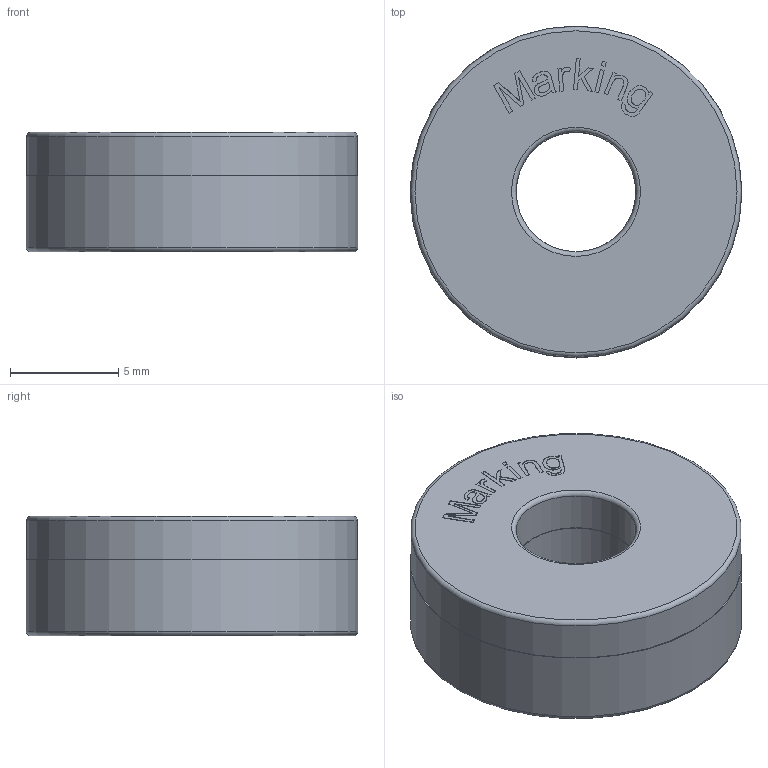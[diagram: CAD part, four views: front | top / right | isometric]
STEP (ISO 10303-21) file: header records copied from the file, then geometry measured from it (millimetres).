
FILE_DESCRIPTION( ( 'Unknown' ), '1' );
FILE_NAME( '78206x051055.stp', 'Unknown', ( 'Unknown' ), ( 'Unknown' ), 'PSStep 21.0.46', 'Unknown', ' ' );
FILE_SCHEMA( ( 'AUTOMOTIVE_DESIGN { 1 0 10303 214 1 1 1 1 }' ) );
Length unit declared in the file: millimetre
Products named in the file (4): Assem1; base_5,5x15,3x5,5; core_5,5x15,3x05; cover_5,5x15,3
Assembly tree (3 placements, depth 2):
  Assem1
    base_5,5x15,3x5,5
    core_5,5x15,3x05
    cover_5,5x15,3
Bounding box: 15.3 x 15.3 x 5.5 mm (x, y, z)
Volume: 746.7 mm3; surface area: 1739.5 mm2
Topology: 3 solids, 3 shells, 116 faces, 258 edges, 170 vertices
Faces by surface type: plane 74, extrusion 16, cylinder 14, torus 8, cone 4
Full cylindrical faces by diameter (mm): 1 x4, 5.5 x1, 5.55 x1, 7.5 x1, 7.55 x1, 8.1 x1, 12.6 x1, 13.25 x1, 13.3 x1, 15.25 x1, 15.3 x1
Entity records: 4688 total; most frequent: CARTESIAN_POINT 1418, ORIENTED_EDGE 458, DIRECTION 373, EDGE_CURVE 229, EDGE_LOOP 171, VERTEX_POINT 168, AXIS2_PLACEMENT_3D 148, B_SPLINE_CURVE_WITH_KNOTS 140
